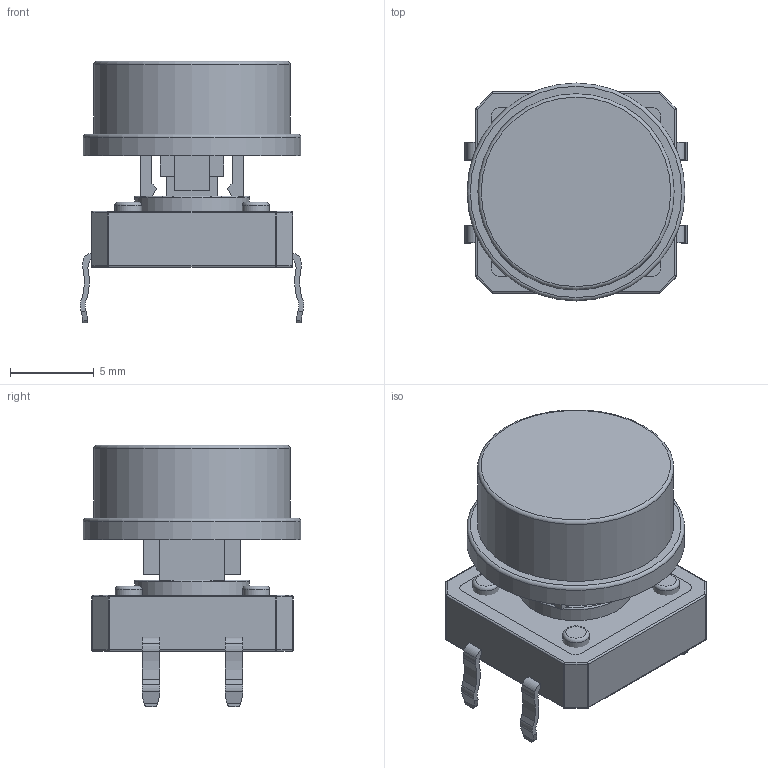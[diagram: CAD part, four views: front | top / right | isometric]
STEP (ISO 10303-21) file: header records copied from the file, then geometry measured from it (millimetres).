
FILE_DESCRIPTION(/* description */ (''),/* implementation_level */ '2;1');
FILE_NAME(/* name */ 'Switch_12mm_roundKnob.stp',/* time_stamp */ '2018-07-30T16:10:59+02:00',/* author */ ('gabri'),/* organization */ (''),/* preprocessor_version */ 'ST-DEVELOPER v17',/* originating_system */ 'Autodesk Inventor 2019',/* authorisation */ '');
FILE_SCHEMA (('AUTOMOTIVE_DESIGN { 1 0 10303 214 3 1 1 }'));
Length unit declared in the file: millimetre
Products named in the file (1): Switch_12mm_roundKnob
Bounding box: 13.35 x 13 x 15.6 mm (x, y, z)
Volume: 950.5 mm3; surface area: 1557.3 mm2
Topology: 7 solids, 7 shells, 223 faces, 543 edges, 347 vertices
Faces by surface type: plane 121, cylinder 79, sphere 16, torus 7
Full cylindrical faces by diameter (mm): 1.6 x4, 1.7 x1, 6.85 x2, 11.7 x1, 13 x1
Entity records: 6720 total; most frequent: DIRECTION 1177, CARTESIAN_POINT 1114, ORIENTED_EDGE 1086, EDGE_CURVE 543, AXIS2_PLACEMENT_3D 410, LINE 357, VECTOR 357, VERTEX_POINT 347
